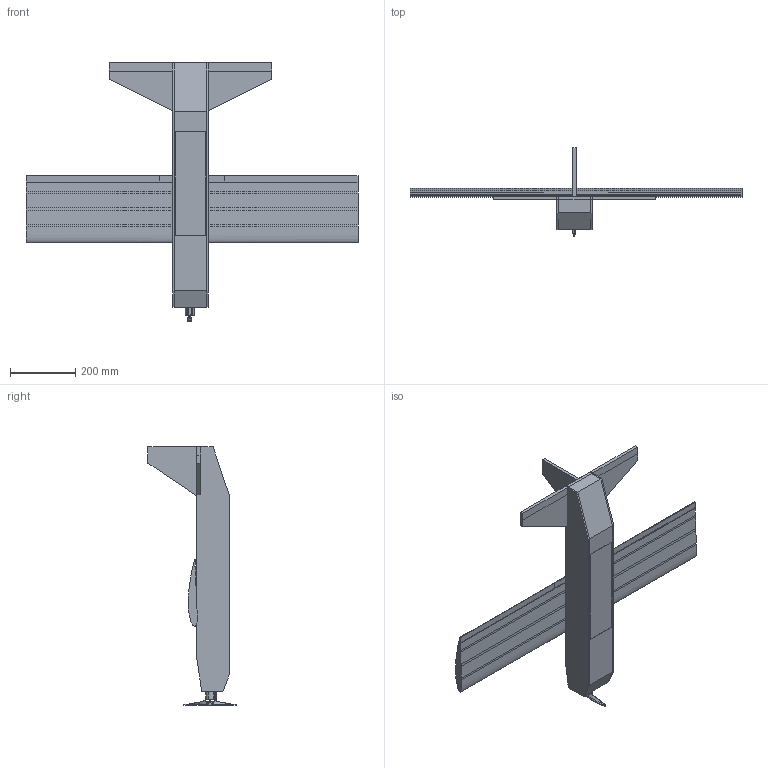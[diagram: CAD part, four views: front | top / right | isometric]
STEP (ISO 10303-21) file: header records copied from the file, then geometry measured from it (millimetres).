
FILE_DESCRIPTION(/* description */ (''),/* implementation_level */ '2;1');
FILE_NAME(/* name */ 'B2 v3[1].step',/* time_stamp */ '2024-10-22T09:40:19+05:30',/* author */ (''),/* organization */ (''),/* preprocessor_version */ 'ST-DEVELOPER v20',/* originating_system */ 'Autodesk Translation Framework v12.20.1.177',/* authorisation */ '');
FILE_SCHEMA (('AUTOMOTIVE_DESIGN { 1 0 10303 214 3 1 1 }'));
Length unit declared in the file: millimetre
Products named in the file (20): (Unsaved); Component3 v1; Engine-AMR-250-90-Assembly v1; FC-Engine-AMR-250-90-Base; FC-Engine-AMR-250-90-Body; FC-Engine-AMR-250-90-Front; FC-Engine-AMR-250-90-Outlet-Insert; FC-Engine-AMR-250-90-Rear-Cover; FC-Engine-AMR-250-90-Outlets; FC-Engine-AMR-250-90-Axle; prop v1; Engine-AMR-250-90-Assembly v1 (1); FC-Engine-AMR-250-90-Base (1); FC-Engine-AMR-250-90-Body (1); FC-Engine-AMR-250-90-Front (1); FC-Engine-AMR-250-90-Outlet-Insert (1); FC-Engine-AMR-250-90-Rear-Cover (1); FC-Engine-AMR-250-90-Outlets (1); FC-Engine-AMR-250-90-Axle (1); prop v1 (1)
Assembly tree (23 placements, depth 3):
  (Unsaved)
    Component3 v1
    Engine-AMR-250-90-Assembly v1
      FC-Engine-AMR-250-90-Base
      FC-Engine-AMR-250-90-Body
      FC-Engine-AMR-250-90-Front
      FC-Engine-AMR-250-90-Outlet-Insert
      FC-Engine-AMR-250-90-Rear-Cover
      FC-Engine-AMR-250-90-Outlets  x3
      FC-Engine-AMR-250-90-Axle
    prop v1
    Engine-AMR-250-90-Assembly v1 (1)
      FC-Engine-AMR-250-90-Base (1)
      FC-Engine-AMR-250-90-Body (1)
      FC-Engine-AMR-250-90-Front (1)
      FC-Engine-AMR-250-90-Outlet-Insert (1)
      FC-Engine-AMR-250-90-Rear-Cover (1)
      FC-Engine-AMR-250-90-Outlets (1)  x3
      FC-Engine-AMR-250-90-Axle (1)
    prop v1 (1)
Bounding box: 1019 x 270.55 x 792.59 mm (x, y, z)
Volume: 6503144 mm3; surface area: 1432978.3 mm2
Topology: 21 solids, 21 shells, 467 faces, 1209 edges, 785 vertices
Faces by surface type: plane 324, cylinder 103, bspline 38, cone 1, torus 1
Full cylindrical faces by diameter (mm): 0.635 x1, 0.953 x1, 1.01 x10, 1.27 x8, 1.75 x1, 2.425 x1, 3.493 x3, 3.55 x2, 6.35 x2, 10.16 x3, 26.67 x1
Entity records: 24757 total; most frequent: CARTESIAN_POINT 12672, ORIENTED_EDGE 2418, DIRECTION 2363, EDGE_CURVE 1209, AXIS2_PLACEMENT_3D 807, VERTEX_POINT 785, LINE 749, VECTOR 749
